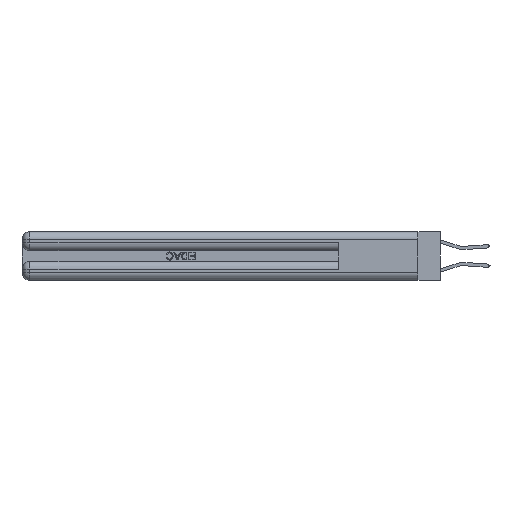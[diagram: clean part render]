
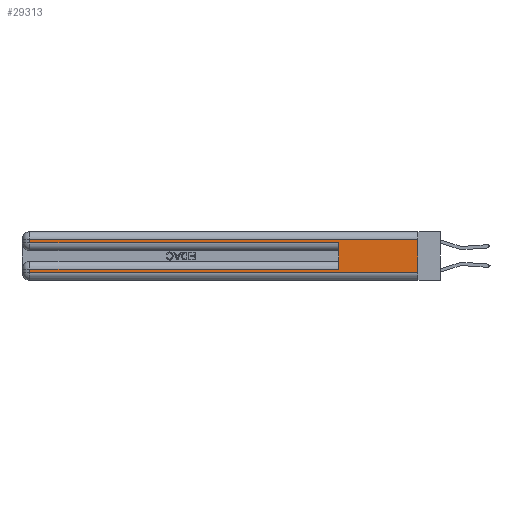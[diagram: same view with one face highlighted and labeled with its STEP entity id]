
A CAD part, left-side view. The second image highlights one B-rep face of the part: STEP entity #29313.
In plain terms, the highlighted planar face has unit normal (-1, 0, 0).
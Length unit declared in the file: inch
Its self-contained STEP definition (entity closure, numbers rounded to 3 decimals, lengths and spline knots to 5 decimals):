
#868 = ORIENTED_EDGE ( 'NONE', *, *, #31625, .T. ) ;
#1117 = DIRECTION ( 'NONE',  ( 0., 0., -1. ) ) ;
#1588 = LINE ( 'NONE', #9414, #2905 ) ;
#2295 = CARTESIAN_POINT ( 'NONE',  ( 0., 0., 0.37 ) ) ;
#2905 = VECTOR ( 'NONE', #19870, 39.37008 ) ;
#2939 = VECTOR ( 'NONE', #15257, 39.37008 ) ;
#2940 = VERTEX_POINT ( 'NONE', #15676 ) ;
#3678 = DIRECTION ( 'NONE',  ( 1., 0., 0. ) ) ;
#4430 = DIRECTION ( 'NONE',  ( 0., 0., -1. ) ) ;
#4879 = VERTEX_POINT ( 'NONE', #27920 ) ;
#5320 = ORIENTED_EDGE ( 'NONE', *, *, #31193, .T. ) ;
#5417 = LINE ( 'NONE', #5589, #26297 ) ;
#5418 = CARTESIAN_POINT ( 'NONE',  ( 0., 0., 0.06 ) ) ;
#5451 = VERTEX_POINT ( 'NONE', #21035 ) ;
#5589 = CARTESIAN_POINT ( 'NONE',  ( 0., 0., 0.285 ) ) ;
#5648 = VECTOR ( 'NONE', #4430, 39.37008 ) ;
#7849 = EDGE_LOOP ( 'NONE', ( #11130, #9066, #32026, #23765, #27554, #5320, #868, #23492 ) ) ;
#7999 = VECTOR ( 'NONE', #29545, 39.37008 ) ;
#8886 = DIRECTION ( 'NONE',  ( 0., 0., 1. ) ) ;
#9066 = ORIENTED_EDGE ( 'NONE', *, *, #29098, .T. ) ;
#9414 = CARTESIAN_POINT ( 'NONE',  ( 0., 2.94, 0.37 ) ) ;
#9593 = LINE ( 'NONE', #20039, #14335 ) ;
#10116 = CARTESIAN_POINT ( 'NONE',  ( 0., 0., 0.31 ) ) ;
#10438 = VERTEX_POINT ( 'NONE', #28264 ) ;
#10902 = EDGE_CURVE ( 'NONE', #13420, #2940, #13780, .T. ) ;
#11070 = VECTOR ( 'NONE', #20559, 39.37008 ) ;
#11130 = ORIENTED_EDGE ( 'NONE', *, *, #29566, .F. ) ;
#12834 = LINE ( 'NONE', #29614, #19611 ) ;
#12843 = CARTESIAN_POINT ( 'NONE',  ( 0., 2.94, 0.085 ) ) ;
#13420 = VERTEX_POINT ( 'NONE', #19574 ) ;
#13780 = LINE ( 'NONE', #5418, #7999 ) ;
#13924 = PLANE ( 'NONE',  #22569 ) ;
#14061 = VERTEX_POINT ( 'NONE', #26345 ) ;
#14064 = EDGE_CURVE ( 'NONE', #24227, #14061, #12834, .T. ) ;
#14240 = CARTESIAN_POINT ( 'NONE',  ( 0., 0., 0.37 ) ) ;
#14335 = VECTOR ( 'NONE', #14716, 39.37008 ) ;
#14716 = DIRECTION ( 'NONE',  ( 0., 1., 0. ) ) ;
#15257 = DIRECTION ( 'NONE',  ( 0., 0., -1. ) ) ;
#15676 = CARTESIAN_POINT ( 'NONE',  ( 0., 0., 0.06 ) ) ;
#16882 = VERTEX_POINT ( 'NONE', #12843 ) ;
#19574 = CARTESIAN_POINT ( 'NONE',  ( 0., 2.94, 0.06 ) ) ;
#19611 = VECTOR ( 'NONE', #8886, 39.37008 ) ;
#19870 = DIRECTION ( 'NONE',  ( 0., 0., -1. ) ) ;
#20039 = CARTESIAN_POINT ( 'NONE',  ( 0., 0., 0.085 ) ) ;
#20559 = DIRECTION ( 'NONE',  ( 0., 1., 0. ) ) ;
#20581 = LINE ( 'NONE', #2295, #2939 ) ;
#21035 = CARTESIAN_POINT ( 'NONE',  ( 0., 0., 0.31 ) ) ;
#21511 = DIRECTION ( 'NONE',  ( 0., -1., 0. ) ) ;
#22558 = LINE ( 'NONE', #27862, #5648 ) ;
#22569 = AXIS2_PLACEMENT_3D ( 'NONE', #14240, #3678, #1117 ) ;
#23492 = ORIENTED_EDGE ( 'NONE', *, *, #10902, .T. ) ;
#23765 = ORIENTED_EDGE ( 'NONE', *, *, #27306, .T. ) ;
#24227 = VERTEX_POINT ( 'NONE', #30608 ) ;
#26297 = VECTOR ( 'NONE', #21511, 39.37008 ) ;
#26345 = CARTESIAN_POINT ( 'NONE',  ( 0., 0.6, 0.285 ) ) ;
#27098 = FACE_OUTER_BOUND ( 'NONE', #7849, .T. ) ;
#27306 = EDGE_CURVE ( 'NONE', #10438, #14061, #5417, .T. ) ;
#27554 = ORIENTED_EDGE ( 'NONE', *, *, #14064, .F. ) ;
#27862 = CARTESIAN_POINT ( 'NONE',  ( 0., 2.94, 0.37 ) ) ;
#27920 = CARTESIAN_POINT ( 'NONE',  ( 0., 2.94, 0.31 ) ) ;
#28264 = CARTESIAN_POINT ( 'NONE',  ( 0., 2.94, 0.285 ) ) ;
#28420 = LINE ( 'NONE', #10116, #11070 ) ;
#29098 = EDGE_CURVE ( 'NONE', #5451, #4879, #28420, .T. ) ;
#29313 = ADVANCED_FACE ( 'NONE', ( #27098 ), #13924, .F. ) ;
#29545 = DIRECTION ( 'NONE',  ( 0., -1., 0. ) ) ;
#29566 = EDGE_CURVE ( 'NONE', #5451, #2940, #20581, .T. ) ;
#29614 = CARTESIAN_POINT ( 'NONE',  ( 0., 0.6, 0.145 ) ) ;
#30608 = CARTESIAN_POINT ( 'NONE',  ( 0., 0.6, 0.085 ) ) ;
#31152 = EDGE_CURVE ( 'NONE', #4879, #10438, #1588, .T. ) ;
#31193 = EDGE_CURVE ( 'NONE', #24227, #16882, #9593, .T. ) ;
#31625 = EDGE_CURVE ( 'NONE', #16882, #13420, #22558, .T. ) ;
#32026 = ORIENTED_EDGE ( 'NONE', *, *, #31152, .T. ) ;
